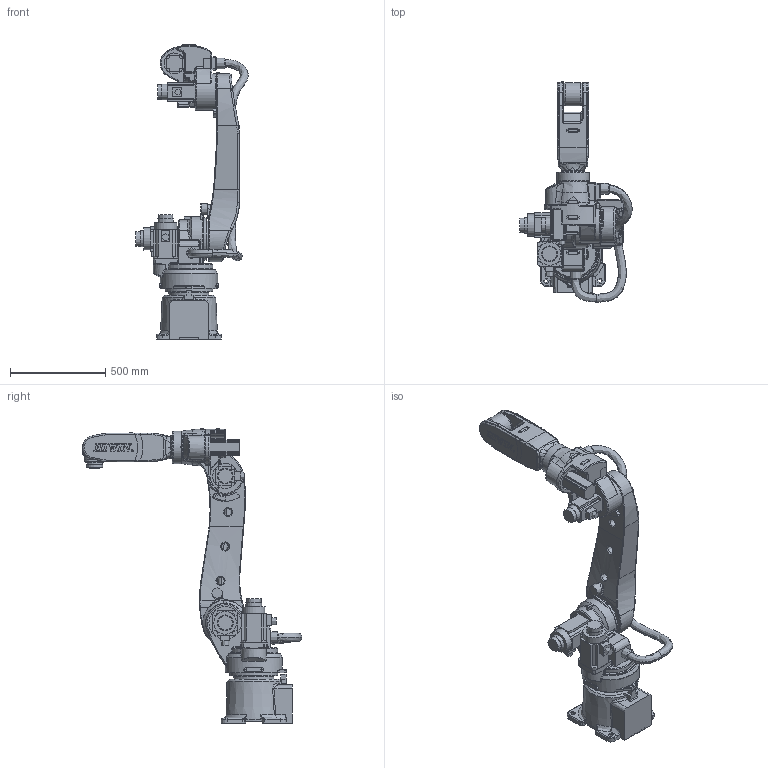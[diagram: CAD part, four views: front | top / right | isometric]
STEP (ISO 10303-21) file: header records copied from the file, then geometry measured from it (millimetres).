
FILE_DESCRIPTION(/* description */ (''),/* implementation_level */ '2;1');
FILE_NAME(/* name */ 'RA620-1621_3D_v2stp.stp',/* time_stamp */ '2019-06-06T13:26:14+08:00',/* author */ ('yiting'),/* organization */ (''),/* preprocessor_version */ 'ST-DEVELOPER v16.5',/* originating_system */ 'Autodesk Inventor 2017',/* authorisation */ '');
FILE_SCHEMA (('AUTOMOTIVE_DESIGN { 1 0 10303 214 3 1 1 }'));
Products named in the file (9): RA620-1621_3D_v2stp; RA620-1621-001; RA620-1621-002; RA620-1621-003; RA620-1621-004; RA620-1621-005; RA620-1621-006; RA620-1621-007; TUBE-RA620
Assembly tree (8 placements, depth 2):
  RA620-1621_3D_v2stp
    RA620-1621-001
    RA620-1621-002
    RA620-1621-003
    RA620-1621-004
    RA620-1621-005
    RA620-1621-006
    RA620-1621-007
    TUBE-RA620
Bounding box: 587.88 x 1152.93 x 1542 mm (x, y, z)
Volume: 84879728.4 mm3; surface area: 3560011 mm2
Topology: 8 solids, 8 shells, 2333 faces, 5918 edges, 3683 vertices
Faces by surface type: bspline 775, plane 740, cylinder 481, torus 189, cone 108, sphere 40
Full cylindrical faces by diameter (mm): 4.2 x6, 5 x10, 6 x3, 6.8 x4, 7.925 x2, 8 x6, 9.674 x2, 13 x2, 18 x4, 25 x1, 30 x5, 31.75 x1, 38 x2, 40 x3, 50 x1, 56 x3, 76 x3, 84 x3, 85 x2, 88 x1, 91 x1, 105 x1, 119 x2, 120 x1, 132 x1, 136 x1, 156 x1, 170 x2, 186 x1, 190 x1
Entity records: 100508 total; most frequent: CARTESIAN_POINT 47738, ORIENTED_EDGE 11448, DIRECTION 9434, EDGE_CURVE 5724, VERTEX_POINT 3635, AXIS2_PLACEMENT_3D 3456, EDGE_LOOP 2589, LINE 2522
